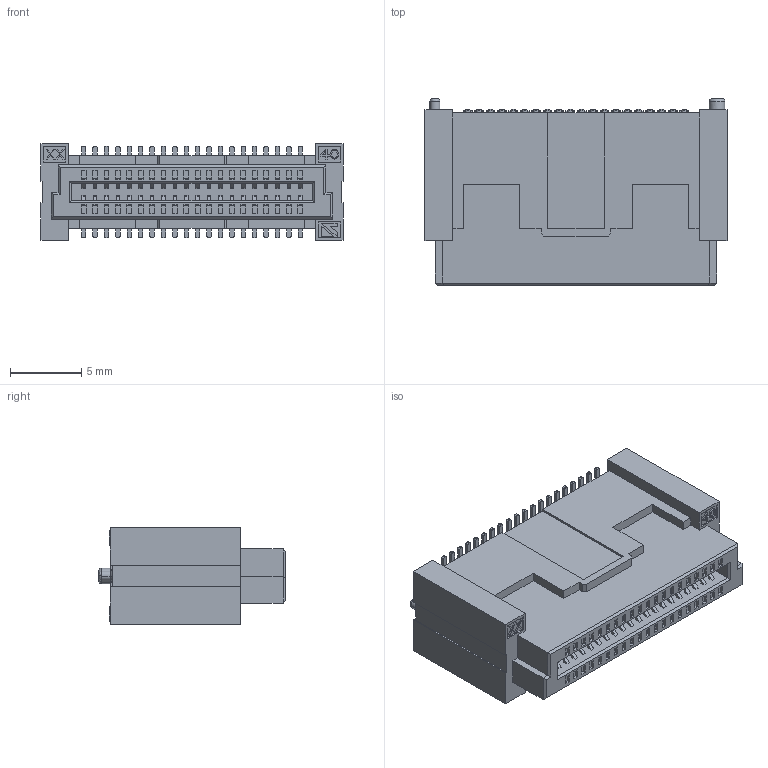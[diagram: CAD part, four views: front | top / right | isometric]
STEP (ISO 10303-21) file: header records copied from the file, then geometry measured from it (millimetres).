
FILE_DESCRIPTION((''),'2;1');
FILE_NAME('S-50129-','2018-06-06T',('d25011'),(''),'CREO PARAMETRIC BY PTC INC, 2014500','CREO PARAMETRIC BY PTC INC, 2014500','');
FILE_SCHEMA(('CONFIG_CONTROL_DESIGN'));
Length unit declared in the file: millimetre
Products named in the file (1): S-50129-
Bounding box: 21.2 x 13.1 x 6.8 mm (x, y, z)
Volume: 1068 mm3; surface area: 1342.4 mm2
Topology: 1 solids, 1 shells, 1863 faces, 5275 edges, 3512 vertices
Faces by surface type: plane 1533, cylinder 324, torus 4, bspline 2
Entity records: 60045 total; most frequent: CARTESIAN_POINT 10704, ORIENTED_EDGE 10550, DIRECTION 9741, EDGE_CURVE 5275, VECTOR 4531, LINE 4531, VERTEX_POINT 3512, AXIS2_PLACEMENT_3D 2605
